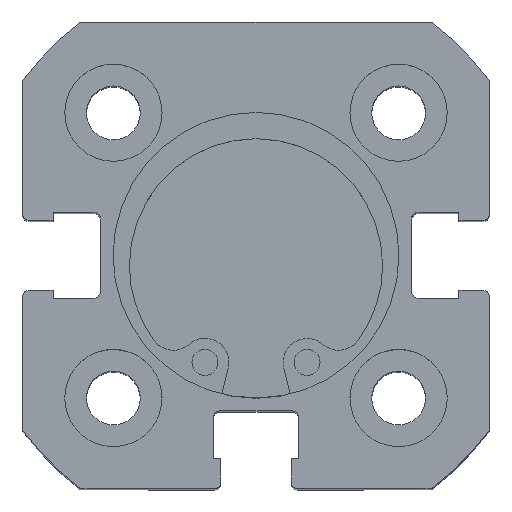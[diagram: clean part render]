
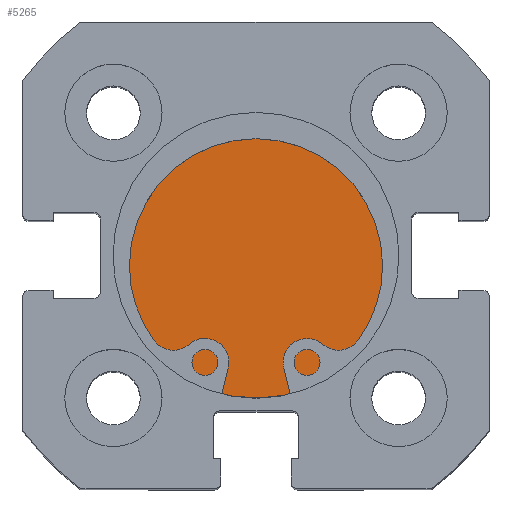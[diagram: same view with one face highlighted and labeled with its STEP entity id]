
A CAD part, top view. The second image highlights one B-rep face of the part: STEP entity #5265.
In plain terms, the highlighted face is planar.
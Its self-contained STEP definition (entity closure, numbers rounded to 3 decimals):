
#770 = ORIENTED_EDGE ( 'NONE', *, *, #5746, .F. ) ;
#794 = ORIENTED_EDGE ( 'NONE', *, *, #5603, .F. ) ;
#829 = EDGE_LOOP ( 'NONE', ( #794, #770 ) ) ;
#1240 = FACE_OUTER_BOUND ( 'NONE', #829, .T. ) ;
#1483 = AXIS2_PLACEMENT_3D ( 'NONE', #4010, #4006, #4005 ) ;
#1702 = AXIS2_PLACEMENT_3D ( 'NONE', #2702, #2709, #2710 ) ;
#1762 = AXIS2_PLACEMENT_3D ( 'NONE', #3061, #3074, #3075 ) ;
#2284 = CIRCLE ( 'NONE', #1702, 11. ) ;
#2502 = CIRCLE ( 'NONE', #1762, 11. ) ;
#2702 = CARTESIAN_POINT ( 'NONE',  ( 6., 0., 0. ) ) ;
#2709 = DIRECTION ( 'NONE',  ( -1., 0., 0. ) ) ;
#2710 = DIRECTION ( 'NONE',  ( 0., 0., 1. ) ) ;
#3061 = CARTESIAN_POINT ( 'NONE',  ( 6., 0., 0. ) ) ;
#3074 = DIRECTION ( 'NONE',  ( -1., 0., 0. ) ) ;
#3075 = DIRECTION ( 'NONE',  ( 0., 0., 1. ) ) ;
#3370 = CARTESIAN_POINT ( 'NONE',  ( 6., 0., 11. ) ) ;
#4005 = DIRECTION ( 'NONE',  ( 0., 0., 1. ) ) ;
#4006 = DIRECTION ( 'NONE',  ( -1., 0., 0. ) ) ;
#4008 = PLANE ( 'NONE',  #1483 ) ;
#4010 = CARTESIAN_POINT ( 'NONE',  ( 6., 11., 0. ) ) ;
#4345 = CARTESIAN_POINT ( 'NONE',  ( 6., 0., -11. ) ) ;
#4853 = VERTEX_POINT ( 'NONE', #3370 ) ;
#5096 = VERTEX_POINT ( 'NONE', #4345 ) ;
#5265 = ADVANCED_FACE ( 'NONE', ( #1240 ), #4008, .F. ) ;
#5603 = EDGE_CURVE ( 'NONE', #4853, #5096, #2284, .T. ) ;
#5746 = EDGE_CURVE ( 'NONE', #5096, #4853, #2502, .T. ) ;
